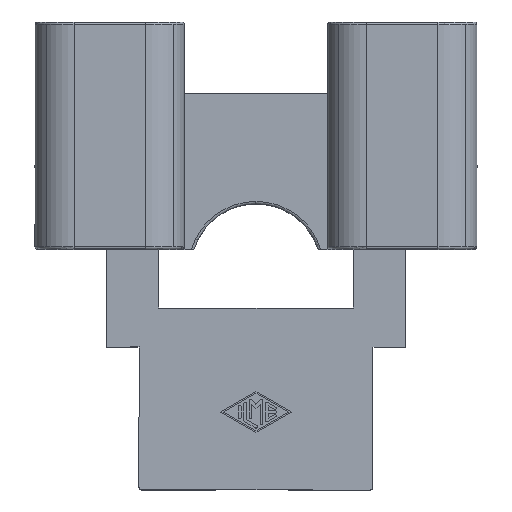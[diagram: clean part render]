
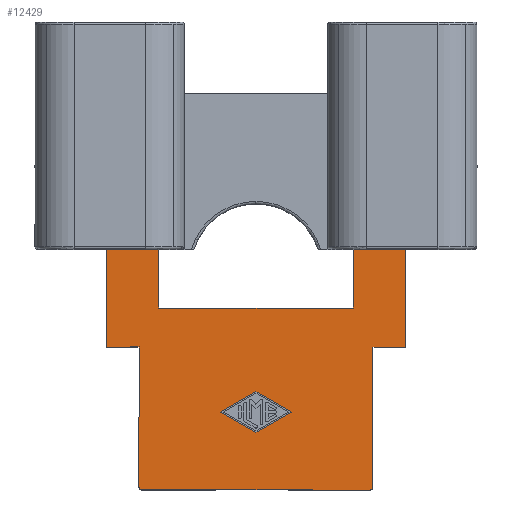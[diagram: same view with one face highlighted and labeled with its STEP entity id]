
A CAD part, left-side view. The second image highlights one B-rep face of the part: STEP entity #12429.
In plain terms, the highlighted planar face has unit normal (-1, 0, 0).
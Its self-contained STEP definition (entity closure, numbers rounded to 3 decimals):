
#8886=CARTESIAN_POINT('',(-25.0,8.941,-13.941));
#8887=VERTEX_POINT('',#8886);
#8896=CARTESIAN_POINT('',(-25.0,9.,-13.8));
#8897=VERTEX_POINT('',#8896);
#8898=CARTESIAN_POINT('',(-25.0,8.8,-13.8));
#8899=DIRECTION('',(1.0,0.0,0.0));
#8900=DIRECTION('',(0.0,0.707,-0.707));
#8901=AXIS2_PLACEMENT_3D('',#8898,#8899,#8900);
#8902=CIRCLE('',#8901,0.2);
#8903=EDGE_CURVE('',#8887,#8897,#8902,.T.);
#9046=CARTESIAN_POINT('',(-25.0,-8.941,-13.941));
#9047=VERTEX_POINT('',#9046);
#9063=CARTESIAN_POINT('',(-25.0,-9.,-13.8));
#9064=VERTEX_POINT('',#9063);
#9071=CARTESIAN_POINT('',(-25.0,-8.8,-13.8));
#9072=DIRECTION('',(1.0,0.0,0.0));
#9073=DIRECTION('',(0.0,-0.707,-0.707));
#9074=AXIS2_PLACEMENT_3D('',#9071,#9072,#9073);
#9075=CIRCLE('',#9074,0.2);
#9076=EDGE_CURVE('',#9064,#9047,#9075,.T.);
#11539=CARTESIAN_POINT('',(-25.0,2.709,-8.));
#11540=VERTEX_POINT('',#11539);
#11547=CARTESIAN_POINT('',(-25.0,0.,-9.562));
#11548=VERTEX_POINT('',#11547);
#11549=CARTESIAN_POINT('',(-25.0,0.,-9.562));
#11550=DIRECTION('',(0.0,0.866,0.5));
#11551=VECTOR('',#11550,3.127);
#11552=LINE('',#11549,#11551);
#11553=EDGE_CURVE('',#11548,#11540,#11552,.T.);
#11578=CARTESIAN_POINT('',(-25.0,-2.709,-8.));
#11579=VERTEX_POINT('',#11578);
#11580=CARTESIAN_POINT('',(-25.0,-2.709,-8.));
#11581=DIRECTION('',(0.0,0.866,-0.5));
#11582=VECTOR('',#11581,3.127);
#11583=LINE('',#11580,#11582);
#11584=EDGE_CURVE('',#11579,#11548,#11583,.T.);
#11609=CARTESIAN_POINT('',(-25.0,0.,-6.438));
#11610=VERTEX_POINT('',#11609);
#11611=CARTESIAN_POINT('',(-25.0,0.,-6.438));
#11612=DIRECTION('',(0.0,-0.866,-0.5));
#11613=VECTOR('',#11612,3.127);
#11614=LINE('',#11611,#11613);
#11615=EDGE_CURVE('',#11610,#11579,#11614,.T.);
#11638=CARTESIAN_POINT('',(-25.0,2.709,-8.));
#11639=DIRECTION('',(0.0,-0.866,0.5));
#11640=VECTOR('',#11639,3.127);
#11641=LINE('',#11638,#11640);
#11642=EDGE_CURVE('',#11540,#11610,#11641,.T.);
#12304=CARTESIAN_POINT('',(-25.0,0.0,-14.5));
#12305=DIRECTION('',(1.0,0.0,0.0));
#12306=DIRECTION('',(0.0,0.0,-1.0));
#12307=AXIS2_PLACEMENT_3D('',#12304,#12305,#12306);
#12308=PLANE('',#12307);
#12309=ORIENTED_EDGE('',*,*,#9076,.F.);
#12310=CARTESIAN_POINT('',(-25.0,-9.,-3.));
#12311=VERTEX_POINT('',#12310);
#12312=CARTESIAN_POINT('',(-25.0,-9.,-3.));
#12313=DIRECTION('',(0.0,0.0,-1.0));
#12314=VECTOR('',#12313,10.8);
#12315=LINE('',#12312,#12314);
#12316=EDGE_CURVE('',#12311,#9064,#12315,.T.);
#12317=ORIENTED_EDGE('',*,*,#12316,.F.);
#12318=CARTESIAN_POINT('',(-25.0,-11.5,-3.));
#12319=VERTEX_POINT('',#12318);
#12320=CARTESIAN_POINT('',(-25.0,-11.5,-3.));
#12321=DIRECTION('',(0.0,1.0,0.0));
#12322=VECTOR('',#12321,2.5);
#12323=LINE('',#12320,#12322);
#12324=EDGE_CURVE('',#12319,#12311,#12323,.T.);
#12325=ORIENTED_EDGE('',*,*,#12324,.F.);
#12326=CARTESIAN_POINT('',(-25.0,-11.5,4.5));
#12327=VERTEX_POINT('',#12326);
#12328=CARTESIAN_POINT('',(-25.0,-11.5,4.5));
#12329=DIRECTION('',(0.0,0.0,-1.0));
#12330=VECTOR('',#12329,7.5);
#12331=LINE('',#12328,#12330);
#12332=EDGE_CURVE('',#12327,#12319,#12331,.T.);
#12333=ORIENTED_EDGE('',*,*,#12332,.F.);
#12334=CARTESIAN_POINT('',(-25.0,-7.5,4.5));
#12335=VERTEX_POINT('',#12334);
#12336=CARTESIAN_POINT('',(-25.0,-11.5,4.5));
#12337=DIRECTION('',(0.0,1.0,0.0));
#12338=VECTOR('',#12337,4.0);
#12339=LINE('',#12336,#12338);
#12340=EDGE_CURVE('',#12327,#12335,#12339,.T.);
#12341=ORIENTED_EDGE('',*,*,#12340,.T.);
#12342=CARTESIAN_POINT('',(-25.0,-7.5,0.0));
#12343=VERTEX_POINT('',#12342);
#12344=CARTESIAN_POINT('',(-25.0,-7.5,0.0));
#12345=DIRECTION('',(0.0,0.0,1.0));
#12346=VECTOR('',#12345,4.5);
#12347=LINE('',#12344,#12346);
#12348=EDGE_CURVE('',#12343,#12335,#12347,.T.);
#12349=ORIENTED_EDGE('',*,*,#12348,.F.);
#12350=CARTESIAN_POINT('',(-25.0,7.5,0.0));
#12351=VERTEX_POINT('',#12350);
#12352=CARTESIAN_POINT('',(-25.0,7.5,0.0));
#12353=DIRECTION('',(0.0,-1.0,0.0));
#12354=VECTOR('',#12353,15.);
#12355=LINE('',#12352,#12354);
#12356=EDGE_CURVE('',#12351,#12343,#12355,.T.);
#12357=ORIENTED_EDGE('',*,*,#12356,.F.);
#12358=CARTESIAN_POINT('',(-25.0,7.5,4.5));
#12359=VERTEX_POINT('',#12358);
#12360=CARTESIAN_POINT('',(-25.0,7.5,4.5));
#12361=DIRECTION('',(0.0,0.0,-1.0));
#12362=VECTOR('',#12361,4.5);
#12363=LINE('',#12360,#12362);
#12364=EDGE_CURVE('',#12359,#12351,#12363,.T.);
#12365=ORIENTED_EDGE('',*,*,#12364,.F.);
#12366=CARTESIAN_POINT('',(-25.0,11.5,4.5));
#12367=VERTEX_POINT('',#12366);
#12368=CARTESIAN_POINT('',(-25.0,7.5,4.5));
#12369=DIRECTION('',(0.0,1.0,0.0));
#12370=VECTOR('',#12369,4.0);
#12371=LINE('',#12368,#12370);
#12372=EDGE_CURVE('',#12359,#12367,#12371,.T.);
#12373=ORIENTED_EDGE('',*,*,#12372,.T.);
#12374=CARTESIAN_POINT('',(-25.0,11.5,-3.));
#12375=VERTEX_POINT('',#12374);
#12376=CARTESIAN_POINT('',(-25.0,11.5,-3.));
#12377=DIRECTION('',(0.0,0.0,1.0));
#12378=VECTOR('',#12377,7.5);
#12379=LINE('',#12376,#12378);
#12380=EDGE_CURVE('',#12375,#12367,#12379,.T.);
#12381=ORIENTED_EDGE('',*,*,#12380,.F.);
#12382=CARTESIAN_POINT('',(-25.0,9.,-3.));
#12383=VERTEX_POINT('',#12382);
#12384=CARTESIAN_POINT('',(-25.0,9.,-3.));
#12385=DIRECTION('',(0.0,1.0,0.0));
#12386=VECTOR('',#12385,2.5);
#12387=LINE('',#12384,#12386);
#12388=EDGE_CURVE('',#12383,#12375,#12387,.T.);
#12389=ORIENTED_EDGE('',*,*,#12388,.F.);
#12390=CARTESIAN_POINT('',(-25.0,9.,-13.8));
#12391=DIRECTION('',(0.0,0.0,1.0));
#12392=VECTOR('',#12391,10.8);
#12393=LINE('',#12390,#12392);
#12394=EDGE_CURVE('',#8897,#12383,#12393,.T.);
#12395=ORIENTED_EDGE('',*,*,#12394,.F.);
#12396=ORIENTED_EDGE('',*,*,#8903,.F.);
#12397=CARTESIAN_POINT('',(-25.0,8.8,-14.));
#12398=VERTEX_POINT('',#12397);
#12399=CARTESIAN_POINT('',(-25.0,8.8,-13.8));
#12400=DIRECTION('',(1.0,0.0,0.0));
#12401=DIRECTION('',(0.0,0.707,-0.707));
#12402=AXIS2_PLACEMENT_3D('',#12399,#12400,#12401);
#12403=CIRCLE('',#12402,0.2);
#12404=EDGE_CURVE('',#12398,#8887,#12403,.T.);
#12405=ORIENTED_EDGE('',*,*,#12404,.F.);
#12406=CARTESIAN_POINT('',(-25.0,-8.8,-14.));
#12407=VERTEX_POINT('',#12406);
#12408=CARTESIAN_POINT('',(-25.0,-8.8,-14.));
#12409=DIRECTION('',(0.0,1.0,0.0));
#12410=VECTOR('',#12409,17.6);
#12411=LINE('',#12408,#12410);
#12412=EDGE_CURVE('',#12407,#12398,#12411,.T.);
#12413=ORIENTED_EDGE('',*,*,#12412,.F.);
#12414=CARTESIAN_POINT('',(-25.0,-8.8,-13.8));
#12415=DIRECTION('',(1.0,0.0,0.0));
#12416=DIRECTION('',(0.0,-0.707,-0.707));
#12417=AXIS2_PLACEMENT_3D('',#12414,#12415,#12416);
#12418=CIRCLE('',#12417,0.2);
#12419=EDGE_CURVE('',#9047,#12407,#12418,.T.);
#12420=ORIENTED_EDGE('',*,*,#12419,.F.);
#12421=EDGE_LOOP('',(#12309,#12317,#12325,#12333,#12341,#12349,#12357,#12365,#12373,#12381,#12389,#12395,#12396,#12405,#12413,#12420));
#12422=FACE_OUTER_BOUND('',#12421,.T.);
#12423=ORIENTED_EDGE('',*,*,#11553,.T.);
#12424=ORIENTED_EDGE('',*,*,#11642,.T.);
#12425=ORIENTED_EDGE('',*,*,#11615,.T.);
#12426=ORIENTED_EDGE('',*,*,#11584,.T.);
#12427=EDGE_LOOP('',(#12423,#12424,#12425,#12426));
#12428=FACE_BOUND('',#12427,.T.);
#12429=ADVANCED_FACE('',(#12422,#12428),#12308,.F.);
